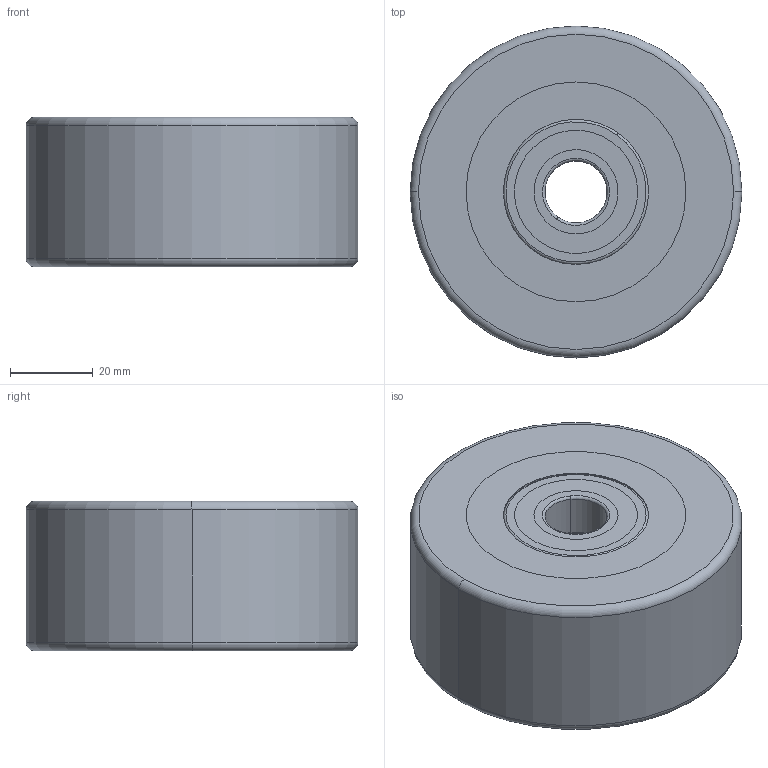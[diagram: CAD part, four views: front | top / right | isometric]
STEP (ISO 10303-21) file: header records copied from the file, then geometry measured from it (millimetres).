
FILE_DESCRIPTION (( 'STEP AP214' ), '1' );
FILE_NAME ('0011972.step', '2022-03-21T11:46:48', ( '' ), ( '' ), 'SwSTEP 2.0', 'SolidWorks 2020', '' );
FILE_SCHEMA (( 'AUTOMOTIVE_DESIGN' ));
Length unit declared in the file: millimetre
Products named in the file (1): 0011972
Bounding box: 80 x 80 x 36 mm (x, y, z)
Volume: 168762.2 mm3; surface area: 50290.7 mm2
Topology: 13 solids, 13 shells, 152 faces, 304 edges, 184 vertices
Faces by surface type: cylinder 72, torus 40, plane 32, cone 8
Entity records: 5870 total; most frequent: DIRECTION 834, CARTESIAN_POINT 641, ORIENTED_EDGE 608, AXIS2_PLACEMENT_3D 377, EDGE_CURVE 304, CIRCLE 224, VERTEX_POINT 184, EDGE_LOOP 184
